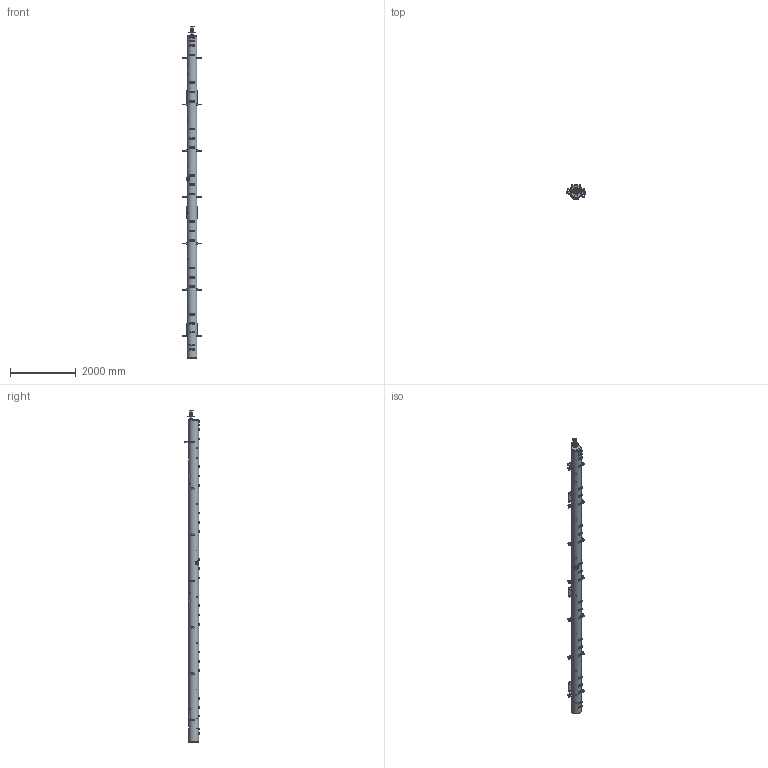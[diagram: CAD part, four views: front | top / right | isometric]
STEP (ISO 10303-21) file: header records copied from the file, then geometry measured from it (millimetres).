
FILE_DESCRIPTION((''),'2;1');
FILE_NAME('7103-150-RFP.stp','2013-03-21T11:35:23',('tio1'),(''),'Autodesk Inventor 2013','Autodesk Inventor 2013','');
FILE_SCHEMA(('AUTOMOTIVE_DESIGN { 1 0 10303 214 1 1 1 1 }'));
Length unit declared in the file: inch
Products named in the file (166): 7103-150; Prototype-HGRP-weldment-III; Prototype-HGRP-weldment-II; Prototype-HGRP-weldment-I; Prototype-HGR-pipe; top-support-plate-subasm; top-support-plate; top-plate-gusset; top-plate-gusset_1; top-plate-gusset_2; top-plate-gusset_3; top-support-plate-subasm_1; top-support-plate_1; top-plate-gusset_4; top-plate-gusset_5; top-plate-gusset_6; top-plate-gusset_7; top-support-plate-subasm_2; top-support-plate_2; top-plate-gusset_8; top-plate-gusset_9; top-plate-gusset_10; top-plate-gusset_11; hgrp-bottom-support-subasm; hgrp-bottom-support-plate; hgrp-bottom-support-shell; hgrp-bottom-support-shell_1; hgrp-bottom-support-subasm_1; hgrp-bottom-support-plate_1; hgrp-bottom-support-shell_2; hgrp-bottom-support-shell_3; hgrp-bottom-support-subasm_2; hgrp-bottom-support-plate_2; hgrp-bottom-support-shell_4; hgrp-bottom-support-shell_5; hgrp-bottom-support-subasm_3; hgrp-bottom-support-plate_3; hgrp-bottom-support-shell_6; hgrp-bottom-support-shell_7; hgrp-bottom-support-subasm_4 ...
Assembly tree (493 placements, depth 6):
  7103-150
    Prototype-HGRP-weldment-III
      Prototype-HGRP-weldment-II
        Prototype-HGRP-weldment-I
          Prototype-HGR-pipe
          top-support-plate-subasm
            top-support-plate
            top-plate-gusset
            top-plate-gusset_1
            top-plate-gusset_2
            top-plate-gusset_3
          top-support-plate-subasm_1
            top-support-plate_1
            top-plate-gusset_4
            top-plate-gusset_5
            top-plate-gusset_6
            top-plate-gusset_7
          top-support-plate-subasm_2
            top-support-plate_2
            top-plate-gusset_8
            top-plate-gusset_9
            top-plate-gusset_10
            top-plate-gusset_11
          hgrp-bottom-support-subasm
            hgrp-bottom-support-plate
            hgrp-bottom-support-shell
            hgrp-bottom-support-shell_1
          hgrp-bottom-support-subasm_1
            hgrp-bottom-support-plate_1
            hgrp-bottom-support-shell_2
            hgrp-bottom-support-shell_3
          hgrp-bottom-support-subasm_2
            hgrp-bottom-support-plate_2
            hgrp-bottom-support-shell_4
            hgrp-bottom-support-shell_5
          hgrp-bottom-support-subasm_3
            hgrp-bottom-support-plate_3
            hgrp-bottom-support-shell_6
            hgrp-bottom-support-shell_7
          hgrp-bottom-support-subasm_4
            hgrp-bottom-support-plate_4
            hgrp-bottom-support-shell_8
            hgrp-bottom-support-shell_9
          hgrp-bottom-support-subasm_5
            hgrp-bottom-support-plate_5
            hgrp-bottom-support-shell_10
            hgrp-bottom-support-shell_11
          hgrp-bottom-support-subasm_6
            hgrp-bottom-support-plate_6
            hgrp-bottom-support-shell_12
            hgrp-bottom-support-shell_13
          hgrp-bottom-support-subasm_7
            hgrp-bottom-support-plate_7
            hgrp-bottom-support-shell_14
            hgrp-bottom-support-shell_15
          hgrp-bottom-support-subasm_8
            hgrp-bottom-support-plate_8
            hgrp-bottom-support-shell_16
            hgrp-bottom-support-shell_17
          hgrp-bottom-support-subasm_9
Bounding box: 583.91 x 441.31 x 10103.61 mm (x, y, z)
Volume: 105425027.6 mm3; surface area: 25061293.9 mm2
Topology: 458 solids, 458 shells, 5642 faces, 13142 edges, 8548 vertices
Faces by surface type: plane 3261, cylinder 1571, cone 641, torus 164, sphere 5
Full cylindrical faces by diameter (mm): 3.302 x18, 4.978 x72, 5.359 x56, 6.35 x100, 6.731 x28, 6.756 x2, 7.137 x204, 7.798 x10, 8.433 x10, 9.525 x74, 9.931 x4, 10.287 x30, 10.312 x4, 12.7 x3, 12.859 x4, 14.288 x4, 15.083 x4, 15.748 x4, 15.875 x70, 16.307 x6, 16.669 x12, 19.05 x6, 25.4 x10, 31.75 x4, 72.898 x7, 73.025 x1, 76.2 x4, 76.454 x2, 78.74 x3, 79.248 x1
Entity records: 78521 total; most frequent: CARTESIAN_POINT 15002, DIRECTION 12831, ORIENTED_EDGE 10852, EDGE_CURVE 5426, AXIS2_PLACEMENT_3D 4692, VERTEX_POINT 3859, VECTOR 3447, LINE 3447
